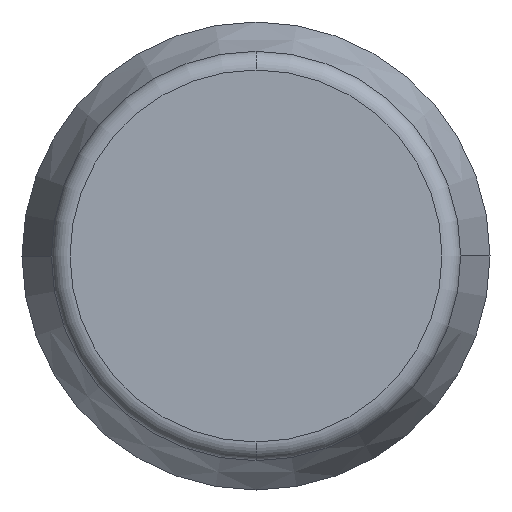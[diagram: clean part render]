
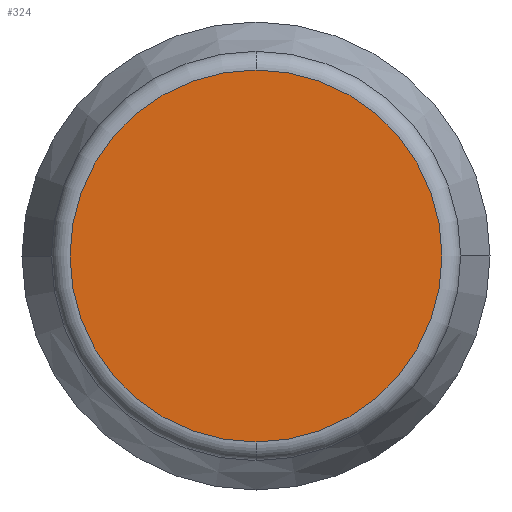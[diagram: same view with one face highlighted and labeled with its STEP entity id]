
A CAD part, front view. The second image highlights one B-rep face of the part: STEP entity #324.
In plain terms, the highlighted planar face has unit normal (0, -1, 0).
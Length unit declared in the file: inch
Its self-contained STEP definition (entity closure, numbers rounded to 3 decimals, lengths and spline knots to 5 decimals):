
#1 = VERTEX_POINT ( 'NONE', #232 ) ;
#92 = AXIS2_PLACEMENT_3D ( 'NONE', #348, #142, #321 ) ;
#100 = ORIENTED_EDGE ( 'NONE', *, *, #123, .T. ) ;
#102 = DIRECTION ( 'NONE',  ( 0., -1., 0. ) ) ;
#123 = EDGE_CURVE ( 'NONE', #305, #1, #304, .T. ) ;
#133 = AXIS2_PLACEMENT_3D ( 'NONE', #165, #188, #320 ) ;
#142 = DIRECTION ( 'NONE',  ( 0., -1., 0. ) ) ;
#165 = CARTESIAN_POINT ( 'NONE',  ( 0., 0., 0. ) ) ;
#188 = DIRECTION ( 'NONE',  ( 0., -1., 0. ) ) ;
#195 = CIRCLE ( 'NONE', #92, 0.09935 ) ;
#207 = AXIS2_PLACEMENT_3D ( 'NONE', #309, #102, #350 ) ;
#224 = EDGE_LOOP ( 'NONE', ( #100, #371 ) ) ;
#232 = CARTESIAN_POINT ( 'NONE',  ( 0., 0., 0.09935 ) ) ;
#291 = FACE_OUTER_BOUND ( 'NONE', #224, .T. ) ;
#304 = CIRCLE ( 'NONE', #207, 0.09935 ) ;
#305 = VERTEX_POINT ( 'NONE', #374 ) ;
#309 = CARTESIAN_POINT ( 'NONE',  ( 0., 0., 0. ) ) ;
#316 = EDGE_CURVE ( 'NONE', #1, #305, #195, .T. ) ;
#320 = DIRECTION ( 'NONE',  ( 0., 0., -1. ) ) ;
#321 = DIRECTION ( 'NONE',  ( 0., 0., -1. ) ) ;
#324 = ADVANCED_FACE ( 'NONE', ( #291 ), #351, .T. ) ;
#348 = CARTESIAN_POINT ( 'NONE',  ( 0., 0., 0. ) ) ;
#350 = DIRECTION ( 'NONE',  ( 0., 0., -1. ) ) ;
#351 = PLANE ( 'NONE',  #133 ) ;
#371 = ORIENTED_EDGE ( 'NONE', *, *, #316, .T. ) ;
#374 = CARTESIAN_POINT ( 'NONE',  ( 0., 0., -0.09935 ) ) ;
